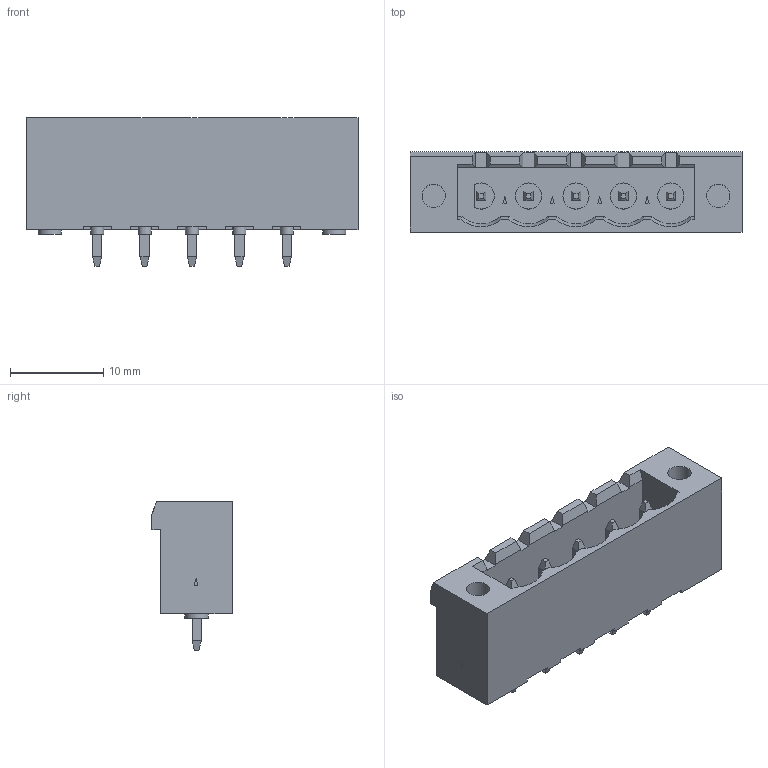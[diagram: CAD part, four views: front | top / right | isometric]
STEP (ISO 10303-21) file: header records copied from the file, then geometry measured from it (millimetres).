
FILE_DESCRIPTION(/* description */ (''),/* implementation_level */ '2;1');
FILE_NAME(/* name */ 'PHOENIX_1777109.stp',/* time_stamp */ '2017-08-21T09:01:13+02:00',/* author */ ('jchouvet'),/* organization */ (''),/* preprocessor_version */ 'ST-DEVELOPER v16.1',/* originating_system */ 'AutoCAD Mechanical',/* authorisation */ '');
FILE_SCHEMA (('AUTOMOTIVE_DESIGN { 1 0 10303 214 3 1 1 }'));
Length unit declared in the file: millimetre
Products named in the file (1): Product
Bounding box: 35.56 x 8.6 x 15.9 mm (x, y, z)
Volume: 2114.9 mm3; surface area: 2652 mm2
Topology: 21 solids, 21 shells, 299 faces, 654 edges, 421 vertices
Faces by surface type: plane 250, cylinder 39, sphere 5, cone 5
Full cylindrical faces by diameter (mm): 0.434 x1, 1.4 x5, 1.8 x2, 2.5 x4, 2.8 x4
Entity records: 7965 total; most frequent: CARTESIAN_POINT 1379, DIRECTION 1316, ORIENTED_EDGE 1276, EDGE_CURVE 638, LINE 540, VECTOR 540, VERTEX_POINT 421, AXIS2_PLACEMENT_3D 388
